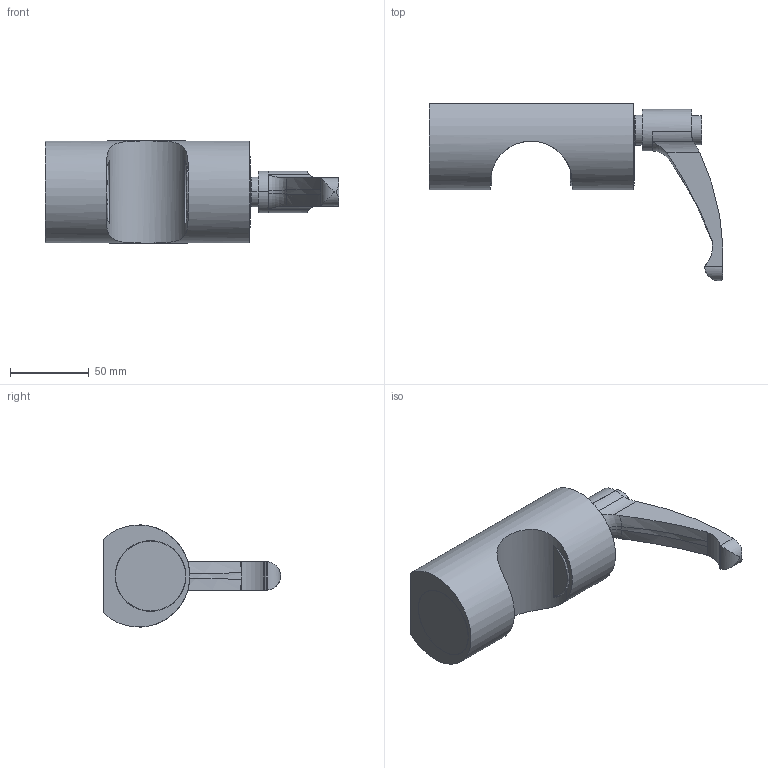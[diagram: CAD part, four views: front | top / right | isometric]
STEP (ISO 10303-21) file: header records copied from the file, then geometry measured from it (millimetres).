
FILE_DESCRIPTION((''),'2;1');
FILE_NAME('FRCCMAN50_SW0001','2017-05-04T',('anacleto.m'),(''),'CREO PARAMETRIC BY PTC INC, 2016050','CREO PARAMETRIC BY PTC INC, 2016050','');
FILE_SCHEMA(('CONFIG_CONTROL_DESIGN'));
Length unit declared in the file: millimetre
Products named in the file (1): FRCCMAN50_SW0001
Bounding box: 187 x 112.75 x 64.93 mm (x, y, z)
Volume: 343544.4 mm3; surface area: 54098.4 mm2
Topology: 1 solids, 1 shells, 127 faces, 313 edges, 187 vertices
Faces by surface type: cylinder 47, plane 36, cone 30, torus 12, bspline 2
Entity records: 4082 total; most frequent: CARTESIAN_POINT 1092, DIRECTION 643, ORIENTED_EDGE 598, EDGE_CURVE 299, AXIS2_PLACEMENT_3D 261, VERTEX_POINT 187, EDGE_LOOP 142, CIRCLE 136
